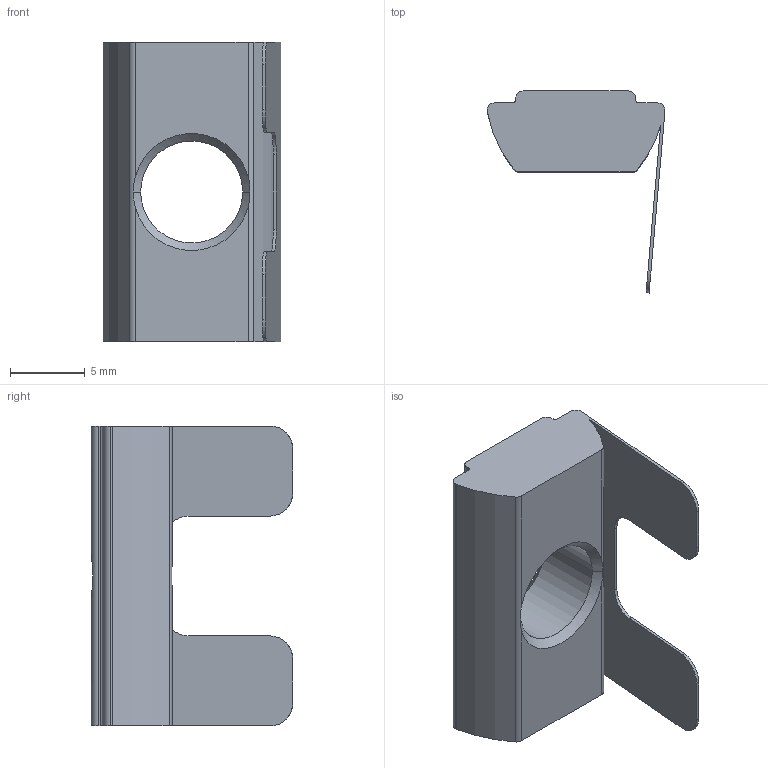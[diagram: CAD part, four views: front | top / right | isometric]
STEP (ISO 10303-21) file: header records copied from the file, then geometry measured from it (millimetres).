
FILE_DESCRIPTION (( 'STEP AP214' ), '1' );
FILE_NAME ('A362 Ñóõàðü ïàçîâûé Ì8 ñ ëàïêîé, ïàç 8.STEP', '2019-09-17T13:57:05', ( 'Windows User' ), ( '' ), 'SwSTEP 2.0', 'SolidWorks 2018', '' );
FILE_SCHEMA (( 'AUTOMOTIVE_DESIGN' ));
Length unit declared in the file: millimetre
Products named in the file (1): A362 Ñóõàðü ïàçîâûé Ì8 ñ ëàïêîé, ïàç 8
Bounding box: 11.87 x 13.45 x 20 mm (x, y, z)
Volume: 922.4 mm3; surface area: 1069.1 mm2
Topology: 1 solids, 1 shells, 41 faces, 119 edges, 78 vertices
Faces by surface type: cylinder 20, plane 17, cone 4
Entity records: 1457 total; most frequent: CARTESIAN_POINT 287, DIRECTION 239, ORIENTED_EDGE 238, EDGE_CURVE 119, AXIS2_PLACEMENT_3D 86, VERTEX_POINT 78, VECTOR 67, LINE 67
